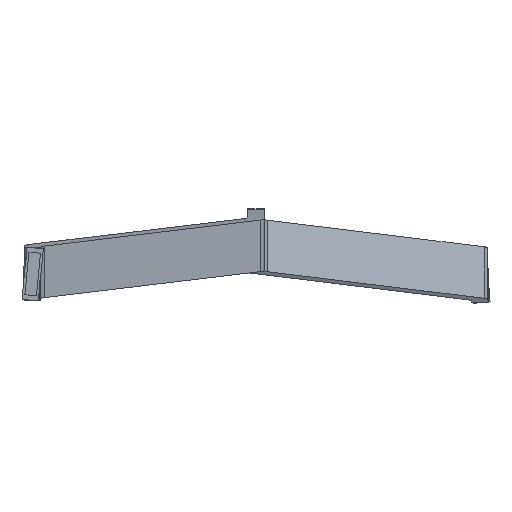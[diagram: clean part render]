
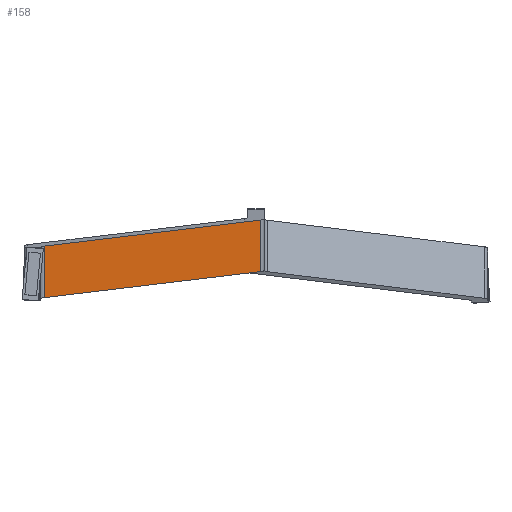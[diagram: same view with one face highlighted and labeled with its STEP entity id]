
A CAD part, top view. The second image highlights one B-rep face of the part: STEP entity #158.
In plain terms, the highlighted planar face has unit normal (0.574, -0.142, 0.807).
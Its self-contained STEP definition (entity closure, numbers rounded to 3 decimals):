
#158=ADVANCED_FACE('',(#274),#228,.F.);
#228=PLANE('',#1275);
#274=FACE_OUTER_BOUND('',#344,.T.);
#344=EDGE_LOOP('',(#432,#433,#434,#435));
#432=ORIENTED_EDGE('',*,*,#876,.F.);
#433=ORIENTED_EDGE('',*,*,#877,.T.);
#434=ORIENTED_EDGE('',*,*,#878,.T.);
#435=ORIENTED_EDGE('',*,*,#879,.F.);
#760=VERTEX_POINT('',#1697);
#761=VERTEX_POINT('',#1698);
#762=VERTEX_POINT('',#1700);
#763=VERTEX_POINT('',#1702);
#876=EDGE_CURVE('',#760,#761,#1048,.T.);
#877=EDGE_CURVE('',#760,#762,#1049,.T.);
#878=EDGE_CURVE('',#762,#763,#1050,.T.);
#879=EDGE_CURVE('',#761,#763,#1051,.T.);
#1048=LINE('',#1696,#1164);
#1049=LINE('',#1699,#1165);
#1050=LINE('',#1701,#1166);
#1051=LINE('',#1703,#1167);
#1164=VECTOR('',#1389,1.);
#1165=VECTOR('',#1390,1.);
#1166=VECTOR('',#1391,1.);
#1167=VECTOR('',#1392,1.);
#1275=AXIS2_PLACEMENT_3D('',#1704,#1393,#1394);
#1389=DIRECTION('',(0.819,0.1,-0.565));
#1390=DIRECTION('',(0.,-0.985,-0.174));
#1391=DIRECTION('',(0.819,0.1,-0.565));
#1392=DIRECTION('',(0.,-0.985,-0.174));
#1393=DIRECTION('',(-0.574,0.142,-0.807));
#1394=DIRECTION('',(-0.815,0.,0.579));
#1696=CARTESIAN_POINT('',(-285.86,-15.527,827.479));
#1697=CARTESIAN_POINT('',(-276.65,-14.407,821.128));
#1698=CARTESIAN_POINT('',(6.195,19.984,626.087));
#1699=CARTESIAN_POINT('',(-276.65,-81.758,809.252));
#1700=CARTESIAN_POINT('',(-276.65,-81.758,809.252));
#1701=CARTESIAN_POINT('',(-285.86,-82.878,815.603));
#1702=CARTESIAN_POINT('',(6.195,-47.367,614.211));
#1703=CARTESIAN_POINT('',(6.195,19.984,626.087));
#1704=CARTESIAN_POINT('',(-285.86,-15.527,827.479));
